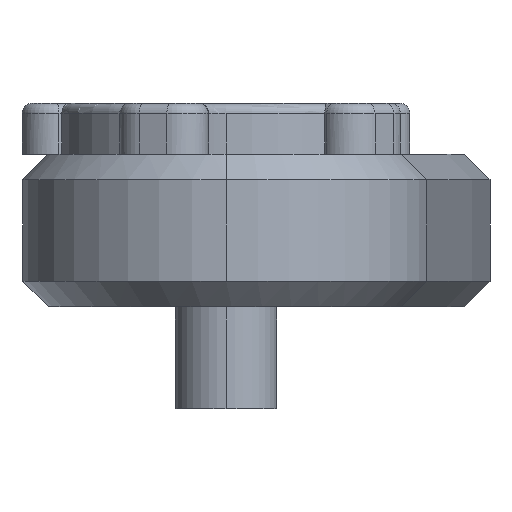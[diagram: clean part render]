
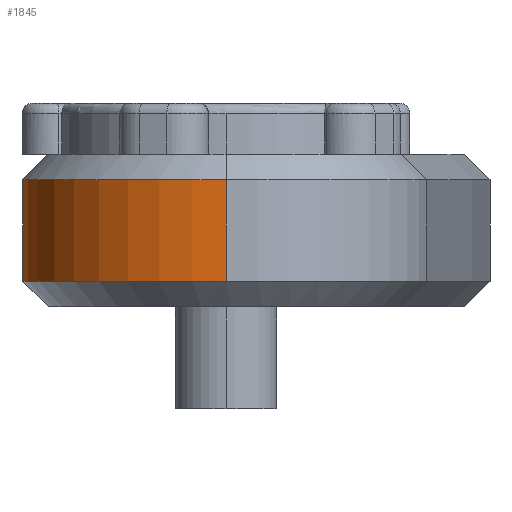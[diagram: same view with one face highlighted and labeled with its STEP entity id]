
A CAD part, left-side view. The second image highlights one B-rep face of the part: STEP entity #1845.
In plain terms, the highlighted cylindrical face has radius 20 mm (diameter 40 mm), a partial arc.
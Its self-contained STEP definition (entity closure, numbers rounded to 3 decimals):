
#96 = FACE_OUTER_BOUND ( 'NONE', #1963, .T. ) ;
#102 = EDGE_CURVE ( 'NONE', #598, #532, #626, .T. ) ;
#151 = VERTEX_POINT ( 'NONE', #420 ) ;
#209 = CARTESIAN_POINT ( 'NONE',  ( -82.747, 19.873, 5. ) ) ;
#278 = EDGE_CURVE ( 'NONE', #409, #151, #1203, .T. ) ;
#314 = CARTESIAN_POINT ( 'NONE',  ( -85., 0., -5. ) ) ;
#409 = VERTEX_POINT ( 'NONE', #1050 ) ;
#420 = CARTESIAN_POINT ( 'NONE',  ( -105., 0., -5. ) ) ;
#532 = VERTEX_POINT ( 'NONE', #209 ) ;
#548 = CARTESIAN_POINT ( 'NONE',  ( -82.747, 19.873, 7.5 ) ) ;
#554 = ORIENTED_EDGE ( 'NONE', *, *, #1544, .T. ) ;
#598 = VERTEX_POINT ( 'NONE', #2437 ) ;
#626 = CIRCLE ( 'NONE', #1869, 20. ) ;
#677 = VECTOR ( 'NONE', #1420, 1000. ) ;
#748 = EDGE_CURVE ( 'NONE', #598, #151, #1663, .T. ) ;
#990 = ORIENTED_EDGE ( 'NONE', *, *, #748, .F. ) ;
#1050 = CARTESIAN_POINT ( 'NONE',  ( -82.747, 19.873, -5. ) ) ;
#1160 = DIRECTION ( 'NONE',  ( 0., 0., -1. ) ) ;
#1203 = CIRCLE ( 'NONE', #2869, 20. ) ;
#1317 = CARTESIAN_POINT ( 'NONE',  ( -85., 0., 5. ) ) ;
#1420 = DIRECTION ( 'NONE',  ( 0., 0., -1. ) ) ;
#1424 = DIRECTION ( 'NONE',  ( 0., 0., -1. ) ) ;
#1544 = EDGE_CURVE ( 'NONE', #532, #409, #1618, .T. ) ;
#1588 = DIRECTION ( 'NONE',  ( 1., 0., 0. ) ) ;
#1614 = CARTESIAN_POINT ( 'NONE',  ( -105., 0., 7.5 ) ) ;
#1618 = LINE ( 'NONE', #548, #1883 ) ;
#1663 = LINE ( 'NONE', #1614, #677 ) ;
#1830 = AXIS2_PLACEMENT_3D ( 'NONE', #1895, #1160, #2817 ) ;
#1845 = ADVANCED_FACE ( 'NONE', ( #96 ), #1910, .T. ) ;
#1869 = AXIS2_PLACEMENT_3D ( 'NONE', #1317, #2675, #1588 ) ;
#1883 = VECTOR ( 'NONE', #1424, 1000. ) ;
#1895 = CARTESIAN_POINT ( 'NONE',  ( -85., 0., 7.5 ) ) ;
#1909 = ORIENTED_EDGE ( 'NONE', *, *, #102, .T. ) ;
#1910 = CYLINDRICAL_SURFACE ( 'NONE', #1830, 20. ) ;
#1963 = EDGE_LOOP ( 'NONE', ( #990, #1909, #554, #2429 ) ) ;
#2102 = DIRECTION ( 'NONE',  ( 0., 0., 1. ) ) ;
#2429 = ORIENTED_EDGE ( 'NONE', *, *, #278, .T. ) ;
#2437 = CARTESIAN_POINT ( 'NONE',  ( -105., 0., 5. ) ) ;
#2525 = DIRECTION ( 'NONE',  ( 1., 0., 0. ) ) ;
#2675 = DIRECTION ( 'NONE',  ( 0., 0., -1. ) ) ;
#2817 = DIRECTION ( 'NONE',  ( -1., 0., 0. ) ) ;
#2869 = AXIS2_PLACEMENT_3D ( 'NONE', #314, #2102, #2525 ) ;
